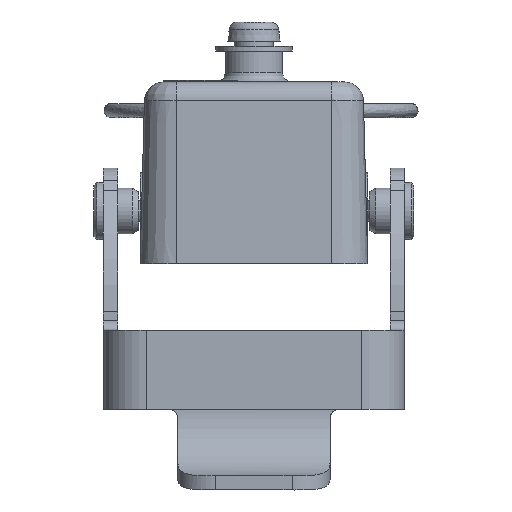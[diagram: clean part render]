
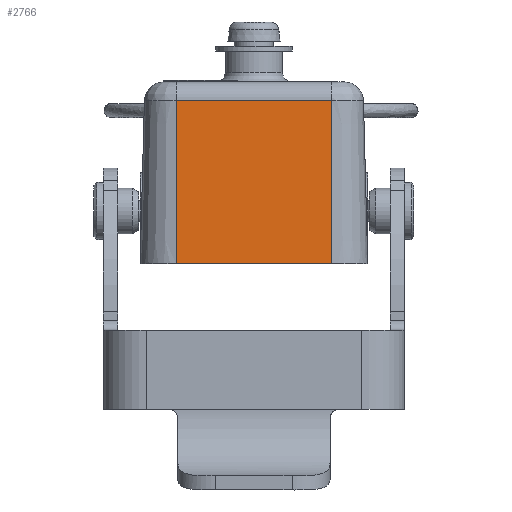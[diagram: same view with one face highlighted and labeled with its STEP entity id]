
A CAD part, left-side view. The second image highlights one B-rep face of the part: STEP entity #2766.
In plain terms, the highlighted planar face has unit normal (-1, 0, 0.026).
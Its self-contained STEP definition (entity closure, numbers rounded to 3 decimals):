
#2766=ADVANCED_FACE('',(#3279),#3060,.T.);
#3060=PLANE('',#8298);
#3279=FACE_OUTER_BOUND('',#3595,.T.);
#3595=EDGE_LOOP('',(#4559,#4560,#4561,#4562));
#4559=ORIENTED_EDGE('',*,*,#6327,.T.);
#4560=ORIENTED_EDGE('',*,*,#6037,.T.);
#4561=ORIENTED_EDGE('',*,*,#6328,.T.);
#4562=ORIENTED_EDGE('',*,*,#6015,.T.);
#5463=VERTEX_POINT('',#10362);
#5464=VERTEX_POINT('',#10364);
#5476=VERTEX_POINT('',#10402);
#5477=VERTEX_POINT('',#10404);
#6015=EDGE_CURVE('',#5464,#5463,#6779,.T.);
#6037=EDGE_CURVE('',#5476,#5477,#6794,.T.);
#6327=EDGE_CURVE('',#5463,#5476,#7043,.T.);
#6328=EDGE_CURVE('',#5477,#5464,#7044,.T.);
#6779=LINE('',#10363,#7290);
#6794=LINE('',#10405,#7305);
#7043=LINE('',#11601,#7554);
#7044=LINE('',#11603,#7555);
#7290=VECTOR('',#8769,1.);
#7305=VECTOR('',#8810,1.);
#7554=VECTOR('',#9313,1.);
#7555=VECTOR('',#9316,1.);
#8298=AXIS2_PLACEMENT_3D('',#11604,#9317,#9318);
#8769=DIRECTION('',(0.026,0.,1.));
#8810=DIRECTION('',(-0.026,0.,-1.));
#9313=DIRECTION('',(0.,1.,0.));
#9316=DIRECTION('',(0.,-1.,0.));
#9317=DIRECTION('',(-1.,0.,0.026));
#9318=DIRECTION('',(0.,-1.,0.));
#10362=CARTESIAN_POINT('',(-11.501,-8.15,17.152));
#10363=CARTESIAN_POINT('',(-11.95,-8.15,0.));
#10364=CARTESIAN_POINT('',(-11.95,-8.15,0.));
#10402=CARTESIAN_POINT('',(-11.501,8.15,17.152));
#10404=CARTESIAN_POINT('',(-11.95,8.15,0.));
#10405=CARTESIAN_POINT('',(-11.501,8.15,17.152));
#11601=CARTESIAN_POINT('',(-11.501,-8.15,17.152));
#11603=CARTESIAN_POINT('',(-11.95,8.15,0.));
#11604=CARTESIAN_POINT('',(-11.95,8.15,0.));
